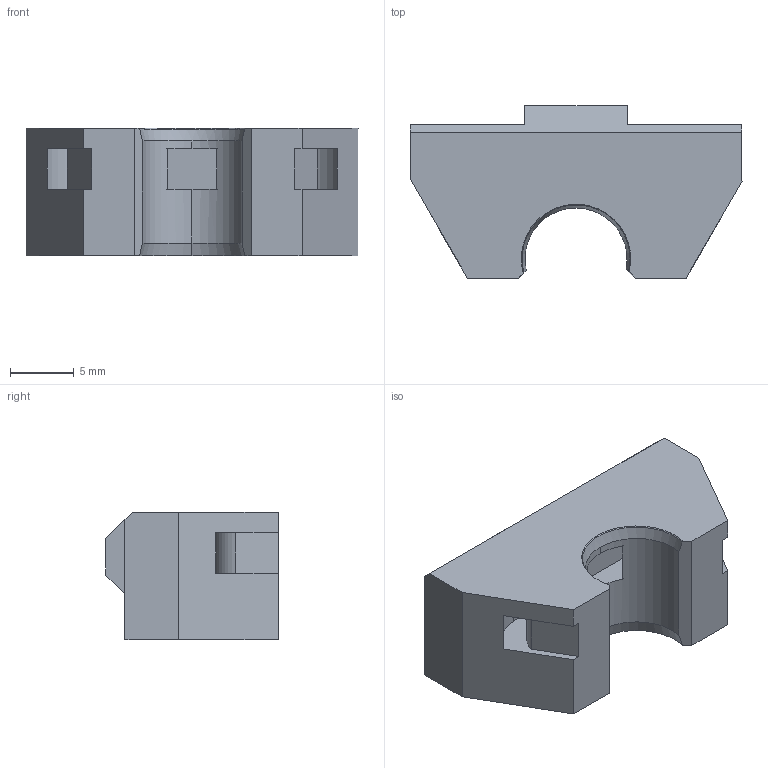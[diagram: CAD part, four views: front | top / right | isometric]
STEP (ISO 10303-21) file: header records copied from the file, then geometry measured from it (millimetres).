
FILE_DESCRIPTION (( 'STEP AP214' ), '1' );
FILE_NAME ('y-rod-holder(R2).STEP', '2018-02-14T15:07:30', ( '' ), ( '' ), 'SwSTEP 2.0', 'SolidWorks 2017', '' );
FILE_SCHEMA (( 'AUTOMOTIVE_DESIGN' ));
Length unit declared in the file: millimetre
Products named in the file (1): y-rod-holder(R2)
Bounding box: 26 x 13.5 x 10 mm (x, y, z)
Volume: 2011.9 mm3; surface area: 1753.3 mm2
Topology: 1 solids, 1 shells, 82 faces, 247 edges, 159 vertices
Faces by surface type: plane 60, cylinder 14, cone 8
Entity records: 2811 total; most frequent: CARTESIAN_POINT 507, ORIENTED_EDGE 494, DIRECTION 459, EDGE_CURVE 247, LINE 189, VECTOR 189, VERTEX_POINT 159, AXIS2_PLACEMENT_3D 135
